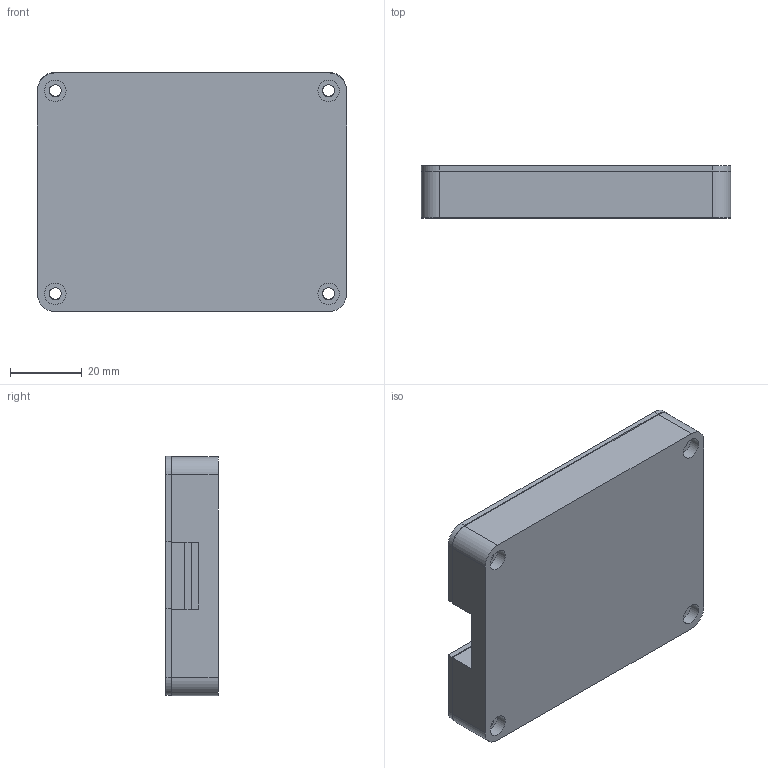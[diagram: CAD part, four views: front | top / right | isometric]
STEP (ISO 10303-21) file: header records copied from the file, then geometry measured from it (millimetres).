
FILE_DESCRIPTION(/* description */ (''),/* implementation_level */ '2;1');
FILE_NAME(/* name */ 'Assembly.step',/* time_stamp */ '2025-12-06T14:45:37-05:00',/* author */ (''),/* organization */ (''),/* preprocessor_version */ 'ST-DEVELOPER v20.1',/* originating_system */ 'Autodesk Translation Framework v14.21.0.0',/* authorisation */ '');
FILE_SCHEMA (('AUTOMOTIVE_DESIGN { 1 0 10303 214 3 1 1 }'));
Length unit declared in the file: millimetre
Products named in the file (5): 2025-12-04-00-07-03-240; 2025-12-03-22-37-45-623; 2025-12-03-22-39-32-154; 2025-12-05-22-32-03-313; 2025-12-03-23-06-35-062
Assembly tree (4 placements, depth 3):
  2025-12-04-00-07-03-240
    2025-12-03-22-37-45-623
      2025-12-03-22-39-32-154
    2025-12-05-22-32-03-313
    2025-12-03-23-06-35-062
Bounding box: 86.14 x 14.56 x 66.68 mm (x, y, z)
Volume: 53788.6 mm3; surface area: 34068.1 mm2
Topology: 3 solids, 3 shells, 658 faces, 1812 edges, 1208 vertices
Faces by surface type: bspline 337, plane 285, cylinder 36
Full cylindrical faces by diameter (mm): 3.4 x8, 6 x4
Entity records: 24110 total; most frequent: CARTESIAN_POINT 9416, ORIENTED_EDGE 3624, DIRECTION 1870, EDGE_CURVE 1812, VERTEX_POINT 1208, LINE 1066, VECTOR 1066, EDGE_LOOP 730
